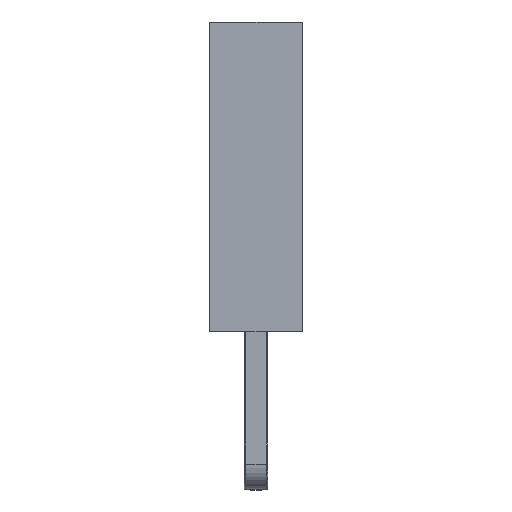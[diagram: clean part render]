
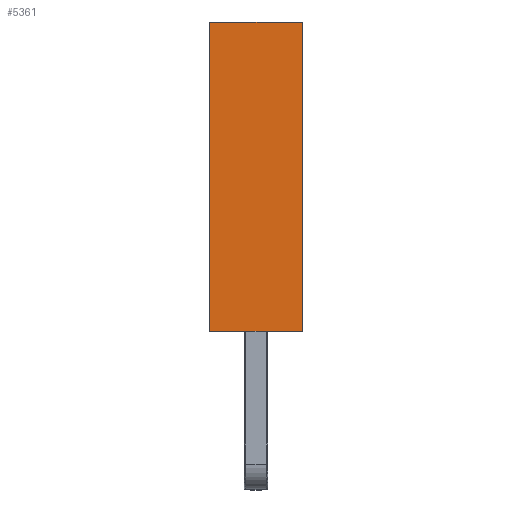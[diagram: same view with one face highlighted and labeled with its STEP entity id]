
A CAD part, top view. The second image highlights one B-rep face of the part: STEP entity #5361.
In plain terms, the highlighted planar face has unit normal (0, 0, 1).
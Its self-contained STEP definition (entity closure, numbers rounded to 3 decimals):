
#221=PLANE('',#6082);
#577=FACE_OUTER_BOUND('',#909,.T.);
#909=EDGE_LOOP('',(#4565,#4566,#4567,#4568));
#1143=LINE('',#8756,#1527);
#1147=LINE('',#8763,#1531);
#1278=LINE('',#9403,#1662);
#1294=LINE('',#9481,#1678);
#1527=VECTOR('',#7054,10.);
#1531=VECTOR('',#7060,10.);
#1662=VECTOR('',#7655,10.);
#1678=VECTOR('',#7769,10.);
#2225=VERTEX_POINT('',#8753);
#2226=VERTEX_POINT('',#8755);
#2228=VERTEX_POINT('',#8761);
#2377=VERTEX_POINT('',#9402);
#2817=EDGE_CURVE('',#2226,#2225,#1143,.T.);
#2821=EDGE_CURVE('',#2225,#2228,#1147,.T.);
#3080=EDGE_CURVE('',#2377,#2228,#1278,.T.);
#3118=EDGE_CURVE('',#2226,#2377,#1294,.T.);
#4565=ORIENTED_EDGE('',*,*,#2817,.T.);
#4566=ORIENTED_EDGE('',*,*,#2821,.T.);
#4567=ORIENTED_EDGE('',*,*,#3080,.F.);
#4568=ORIENTED_EDGE('',*,*,#3118,.F.);
#5361=ADVANCED_FACE('',(#577),#221,.T.);
#6082=AXIS2_PLACEMENT_3D('',#9480,#7767,#7768);
#7054=DIRECTION('',(1.,0.,0.));
#7060=DIRECTION('',(0.,1.,0.));
#7655=DIRECTION('',(1.,0.,0.));
#7767=DIRECTION('center_axis',(0.,0.,1.));
#7768=DIRECTION('ref_axis',(1.,0.,0.));
#7769=DIRECTION('',(0.,1.,0.));
#8753=CARTESIAN_POINT('',(1.27,4.14,2.54));
#8755=CARTESIAN_POINT('',(-1.27,4.14,2.54));
#8756=CARTESIAN_POINT('',(-1.27,4.14,2.54));
#8761=CARTESIAN_POINT('',(1.27,12.64,2.54));
#8763=CARTESIAN_POINT('',(1.27,4.14,2.54));
#9402=CARTESIAN_POINT('',(-1.27,12.64,2.54));
#9403=CARTESIAN_POINT('',(-1.27,12.64,2.54));
#9480=CARTESIAN_POINT('Origin',(-1.27,4.14,2.54));
#9481=CARTESIAN_POINT('',(-1.27,4.14,2.54));
